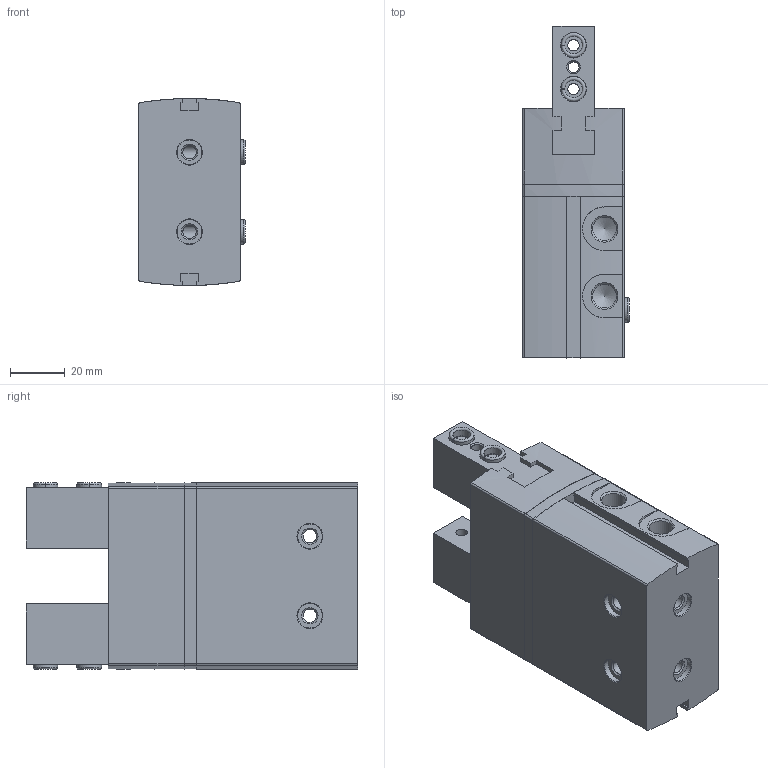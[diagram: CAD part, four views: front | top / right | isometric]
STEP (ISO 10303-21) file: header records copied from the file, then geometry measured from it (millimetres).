
FILE_DESCRIPTION(/* description */ ('STEP AP214'),/* implementation_level */ '2;1');
FILE_NAME(/* name */ '1254051_DHPS-25-A-NC',/* time_stamp */ '2024-08-19T20:49:11+02:00',/* author */ ('License CC BY-ND 4.0'),/* organization */ ('CADENAS'),/* preprocessor_version */ 'ST-DEVELOPER v19.3',/* originating_system */ 'PARTsolutions',/* authorisation */ ' ');
FILE_SCHEMA (('AUTOMOTIVE_DESIGN {1 0 10303 214 3 1 1}'));
Length unit declared in the file: millimetre
Products named in the file (4): 1254051 DHPS-25-A-NC---(0); 1254051 DHPS-25-A-NC---(Geh); 8137184 ZBH-9-B; 1254051 DHPS-25-A-NC---(Handle)
Assembly tree (9 placements, depth 2):
  1254051 DHPS-25-A-NC---(0)
    1254051 DHPS-25-A-NC---(Geh)
    8137184 ZBH-9-B  x6
    1254051 DHPS-25-A-NC---(Handle)  x2
Bounding box: 38.8 x 121 x 68.14 mm (x, y, z)
Volume: 236275.4 mm3; surface area: 43484.1 mm2
Topology: 9 solids, 9 shells, 227 faces, 558 edges, 362 vertices
Faces by surface type: plane 129, cylinder 62, cone 24, torus 12
Full cylindrical faces by diameter (mm): 4 x2, 4.134 x4, 4.917 x4, 8.566 x2, 9 x10
Entity records: 5822 total; most frequent: CARTESIAN_POINT 865, DIRECTION 849, ORIENTED_EDGE 754, EDGE_CURVE 377, AXIS2_PLACEMENT_3D 304, VERTEX_POINT 270, LINE 241, VECTOR 241
